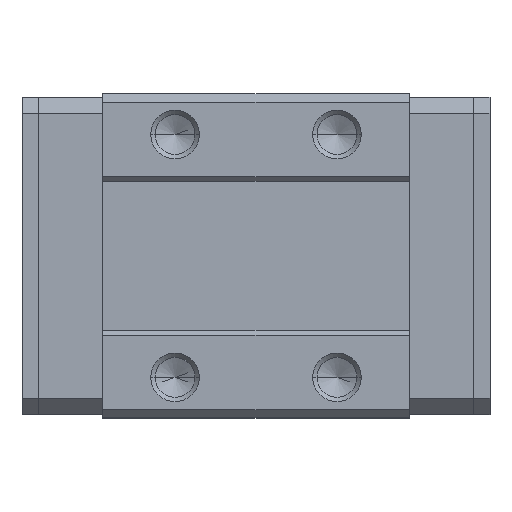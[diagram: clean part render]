
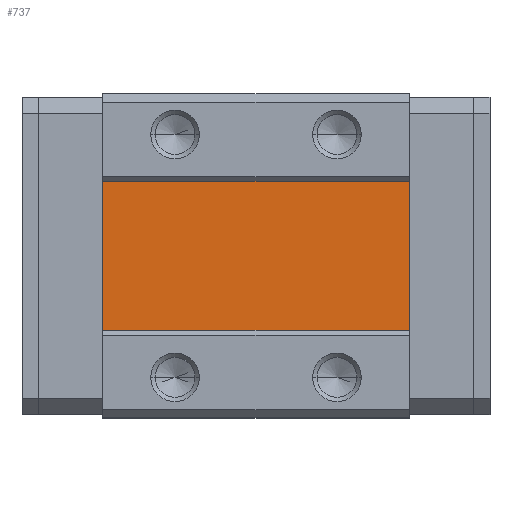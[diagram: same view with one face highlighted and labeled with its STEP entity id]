
A CAD part, top view. The second image highlights one B-rep face of the part: STEP entity #737.
In plain terms, the highlighted planar face has unit normal (0, 0, 1).
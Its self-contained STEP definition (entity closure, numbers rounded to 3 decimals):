
#698=CARTESIAN_POINT('POINT44',(23.9,-4.6,7.7));
#699=VERTEX_POINT('VERTEX44',#698);
#700=CARTESIAN_POINT('POINT45',(23.9,4.6,7.7));
#701=VERTEX_POINT('VERTEX45',#700);
#702=CARTESIAN_POINT('POS72',(23.9,-4.6,7.7));
#703=DIRECTION('DIR107',(0.,1.,0.));
#704=VECTOR('VEC37',#703,1.);
#705=LINE('STRAIGHT37',#702,#704);
#706=EDGE_CURVE('EDGE69',#699,#701,#705,.T.);
#707=ORIENTED_EDGE('COEDGE123',*,*,#706,.T.);
#708=CARTESIAN_POINT('POINT46',(5.,4.6,7.7));
#709=VERTEX_POINT('VERTEX46',#708);
#710=CARTESIAN_POINT('POS73',(5.,4.6,7.7));
#711=DIRECTION('DIR108',(1.,0.,0.));
#712=VECTOR('VEC38',#711,1.);
#713=LINE('STRAIGHT38',#710,#712);
#714=EDGE_CURVE('EDGE70',#709,#701,#713,.T.);
#715=ORIENTED_EDGE('COEDGE124',*,*,#714,.F.);
#716=CARTESIAN_POINT('POINT47',(5.,-4.6,7.7));
#717=VERTEX_POINT('VERTEX47',#716);
#718=CARTESIAN_POINT('POS74',(5.,-4.6,7.7));
#719=DIRECTION('DIR109',(0.,1.,0.));
#720=VECTOR('VEC39',#719,1.);
#721=LINE('STRAIGHT39',#718,#720);
#722=EDGE_CURVE('EDGE71',#717,#709,#721,.T.);
#723=ORIENTED_EDGE('COEDGE125',*,*,#722,.F.);
#724=CARTESIAN_POINT('POS75',(5.,-4.6,7.7));
#725=DIRECTION('DIR110',(1.,0.,0.));
#726=VECTOR('VEC40',#725,1.);
#727=LINE('STRAIGHT40',#724,#726);
#728=EDGE_CURVE('EDGE72',#717,#699,#727,.T.);
#729=ORIENTED_EDGE('COEDGE126',*,*,#728,.T.);
#730=EDGE_LOOP('NONE',(#707,#715,#723,#729));
#731=FACE_BOUND('LOOP1',#730,.T.);
#732=CARTESIAN_POINT('POS76',(5.,-4.6,7.7));
#733=DIRECTION('DIR111',(0.,0.,1.));
#734=DIRECTION('DIR112',(1.,0.,0.));
#735=AXIS2_PLACEMENT_3D('AXIS36',#732,#733,#734);
#736=PLANE('PLANE7',#735);
#737=ADVANCED_FACE('FACE33',(#731),#736,.T.);
